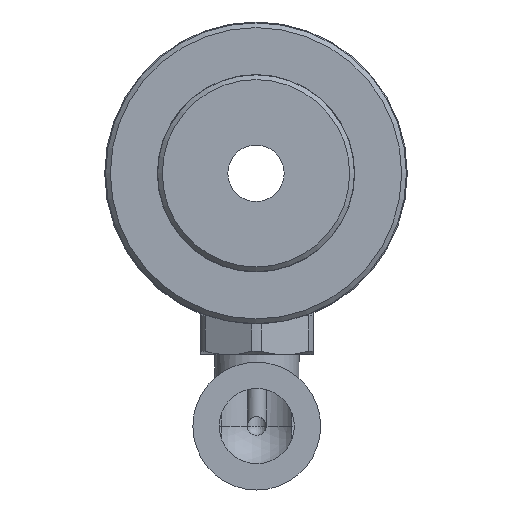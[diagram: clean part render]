
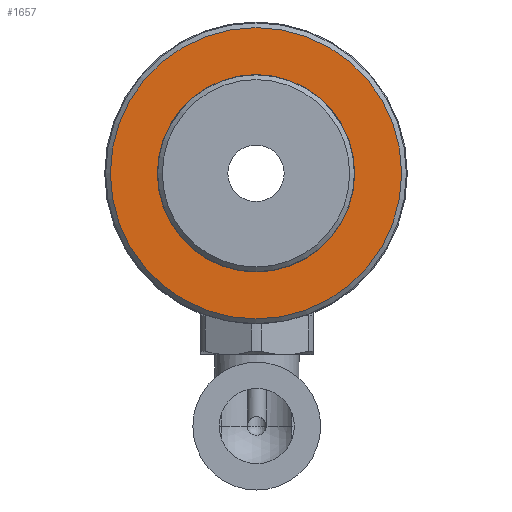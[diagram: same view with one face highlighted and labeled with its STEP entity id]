
A CAD part, left-side view. The second image highlights one B-rep face of the part: STEP entity #1657.
In plain terms, the highlighted planar face has unit normal (-1, 0, 0).
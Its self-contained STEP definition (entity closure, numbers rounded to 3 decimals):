
#80=FACE_BOUND('',#321,.T.);
#124=PLANE('',#1880);
#210=FACE_OUTER_BOUND('',#320,.T.);
#320=EDGE_LOOP('',(#1452,#1453));
#321=EDGE_LOOP('',(#1454,#1455));
#610=CIRCLE('',#1878,10.5);
#611=CIRCLE('',#1879,10.5);
#612=CIRCLE('',#1881,15.5);
#613=CIRCLE('',#1882,15.5);
#778=VERTEX_POINT('',#2946);
#779=VERTEX_POINT('',#2947);
#780=VERTEX_POINT('',#2952);
#781=VERTEX_POINT('',#2953);
#1011=EDGE_CURVE('',#778,#779,#610,.T.);
#1012=EDGE_CURVE('',#779,#778,#611,.T.);
#1014=EDGE_CURVE('',#780,#781,#612,.T.);
#1015=EDGE_CURVE('',#781,#780,#613,.T.);
#1452=ORIENTED_EDGE('',*,*,#1014,.F.);
#1453=ORIENTED_EDGE('',*,*,#1015,.F.);
#1454=ORIENTED_EDGE('',*,*,#1011,.T.);
#1455=ORIENTED_EDGE('',*,*,#1012,.T.);
#1657=ADVANCED_FACE('',(#210,#80),#124,.T.);
#1878=AXIS2_PLACEMENT_3D('',#2948,#2370,#2371);
#1879=AXIS2_PLACEMENT_3D('',#2949,#2372,#2373);
#1880=AXIS2_PLACEMENT_3D('',#2951,#2375,#2376);
#1881=AXIS2_PLACEMENT_3D('',#2954,#2377,#2378);
#1882=AXIS2_PLACEMENT_3D('',#2955,#2379,#2380);
#2370=DIRECTION('center_axis',(1.,0.,0.));
#2371=DIRECTION('ref_axis',(0.,0.,-1.));
#2372=DIRECTION('center_axis',(1.,0.,0.));
#2373=DIRECTION('ref_axis',(0.,0.,-1.));
#2375=DIRECTION('center_axis',(-1.,0.,0.));
#2376=DIRECTION('ref_axis',(0.,0.,1.));
#2377=DIRECTION('center_axis',(1.,0.,0.));
#2378=DIRECTION('ref_axis',(0.,0.,-1.));
#2379=DIRECTION('center_axis',(1.,0.,0.));
#2380=DIRECTION('ref_axis',(0.,0.,-1.));
#2946=CARTESIAN_POINT('',(-24.767,-5.084,-10.5));
#2947=CARTESIAN_POINT('',(-24.767,-5.084,10.5));
#2948=CARTESIAN_POINT('Origin',(-24.767,-5.084,0.));
#2949=CARTESIAN_POINT('Origin',(-24.767,-5.084,0.));
#2951=CARTESIAN_POINT('Origin',(-24.767,-5.084,-15.5));
#2952=CARTESIAN_POINT('',(-24.767,-5.084,-15.5));
#2953=CARTESIAN_POINT('',(-24.767,-5.084,15.5));
#2954=CARTESIAN_POINT('Origin',(-24.767,-5.084,0.));
#2955=CARTESIAN_POINT('Origin',(-24.767,-5.084,0.));
